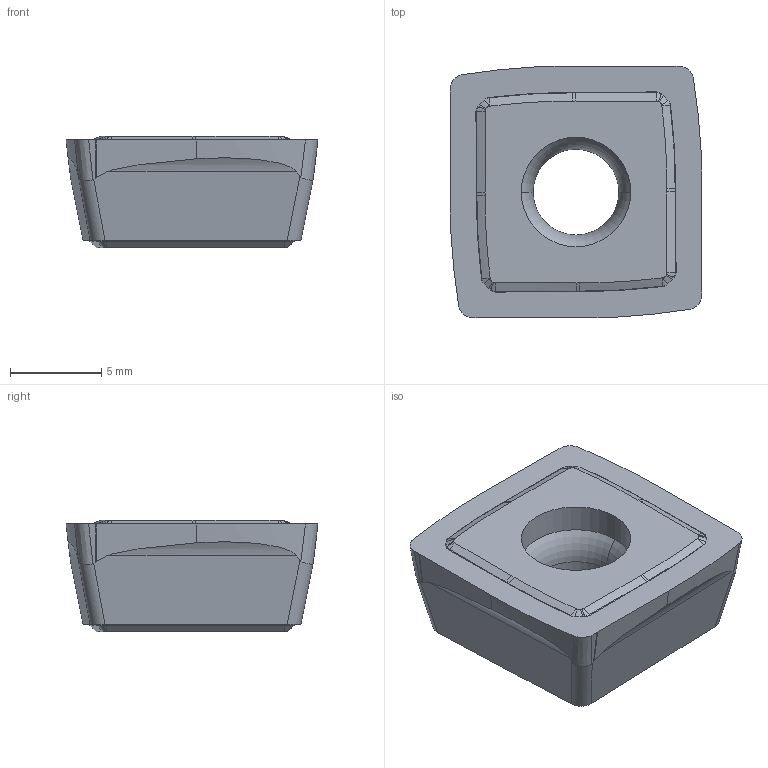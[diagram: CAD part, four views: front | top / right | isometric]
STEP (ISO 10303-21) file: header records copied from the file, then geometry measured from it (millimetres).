
FILE_DESCRIPTION((''),'2;1');
FILE_NAME('SOMX135908-UH','2023-06-21T14:51:00',('tlyae014'),('PTC Japan'),'CREO PARAMETRIC BY PTC INC, 2021424','CREO PARAMETRIC BY PTC INC, 2021424','');
FILE_SCHEMA(('AUTOMOTIVE_DESIGN { 1 0 10303 214 1 1 1 1 }'));
Length unit declared in the file: millimetre
Products named in the file (1): SOMX135908-UH
Bounding box: 13.8 x 13.8 x 6.1 mm (x, y, z)
Volume: 812.4 mm3; surface area: 655.5 mm2
Topology: 1 solids, 1 shells, 110 faces, 320 edges, 210 vertices
Faces by surface type: bspline 56, plane 24, cylinder 24, cone 4, torus 2
Entity records: 6645 total; most frequent: CARTESIAN_POINT 3240, ORIENTED_EDGE 592, PRESENTATION_STYLE_ASSIGNMENT 319, STYLED_ITEM 319, CURVE_STYLE 318, EDGE_CURVE 296, DIRECTION 288, VERTEX_POINT 190
